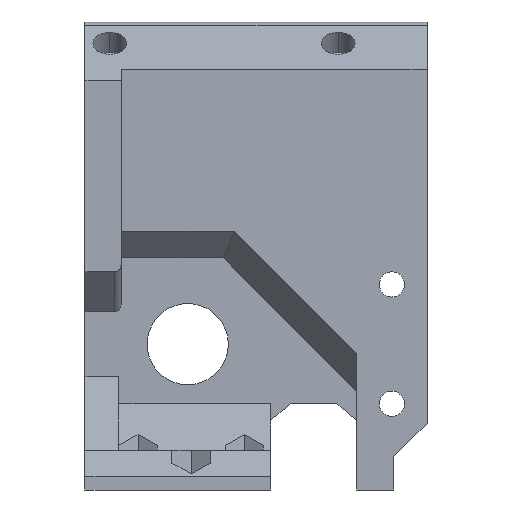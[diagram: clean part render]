
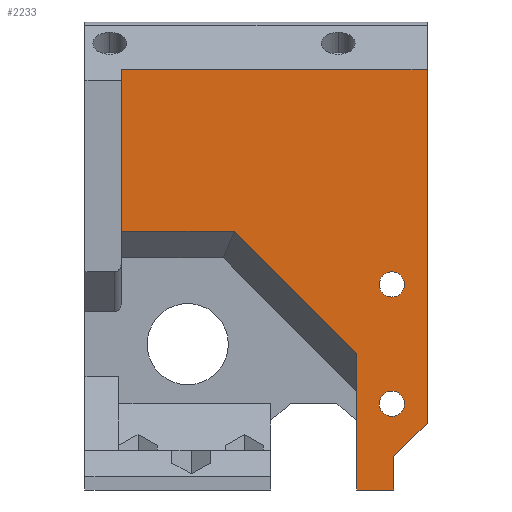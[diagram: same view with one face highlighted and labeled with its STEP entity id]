
A CAD part, front view. The second image highlights one B-rep face of the part: STEP entity #2233.
In plain terms, the highlighted planar face has unit normal (0, -1, 0).
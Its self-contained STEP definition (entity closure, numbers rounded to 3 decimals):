
#71 = VECTOR ( 'NONE', #3235, 1000. ) ;
#142 = CARTESIAN_POINT ( 'NONE',  ( 0., 26.7, 63.453 ) ) ;
#159 = ORIENTED_EDGE ( 'NONE', *, *, #483, .T. ) ;
#172 = EDGE_CURVE ( 'NONE', #1075, #2407, #3013, .T. ) ;
#197 = LINE ( 'NONE', #984, #71 ) ;
#200 = FACE_BOUND ( 'NONE', #2120, .T. ) ;
#227 = DIRECTION ( 'NONE',  ( 0., 0., -1. ) ) ;
#250 = CARTESIAN_POINT ( 'NONE',  ( 41., 26.7, 20.542 ) ) ;
#256 = PLANE ( 'NONE',  #1902 ) ;
#273 = VECTOR ( 'NONE', #2853, 1000. ) ;
#286 = VECTOR ( 'NONE', #1451, 1000. ) ;
#316 = DIRECTION ( 'NONE',  ( 1., 0., 0. ) ) ;
#318 = LINE ( 'NONE', #1351, #3219 ) ;
#332 = CARTESIAN_POINT ( 'NONE',  ( 41., 26.7, 0. ) ) ;
#339 = ORIENTED_EDGE ( 'NONE', *, *, #447, .F. ) ;
#357 = CARTESIAN_POINT ( 'NONE',  ( 41., 26.7, 0. ) ) ;
#371 = CARTESIAN_POINT ( 'NONE',  ( 22.542, 26.7, 39. ) ) ;
#396 = CARTESIAN_POINT ( 'NONE',  ( 46.3, 26.7, 14.9 ) ) ;
#447 = EDGE_CURVE ( 'NONE', #3245, #1476, #482, .T. ) ;
#470 = CARTESIAN_POINT ( 'NONE',  ( 0., 26.7, 0. ) ) ;
#480 = EDGE_CURVE ( 'NONE', #3245, #1075, #197, .T. ) ;
#482 = LINE ( 'NONE', #745, #2219 ) ;
#483 = EDGE_CURVE ( 'NONE', #1276, #1013, #3183, .T. ) ;
#538 = VECTOR ( 'NONE', #316, 1000. ) ;
#600 = ORIENTED_EDGE ( 'NONE', *, *, #1504, .F. ) ;
#622 = ORIENTED_EDGE ( 'NONE', *, *, #691, .F. ) ;
#632 = EDGE_CURVE ( 'NONE', #1697, #2357, #1320, .T. ) ;
#636 = CARTESIAN_POINT ( 'NONE',  ( 46.3, 26.7, 11.1 ) ) ;
#685 = ORIENTED_EDGE ( 'NONE', *, *, #632, .F. ) ;
#691 = EDGE_CURVE ( 'NONE', #1276, #1505, #1906, .T. ) ;
#745 = CARTESIAN_POINT ( 'NONE',  ( -64.107, 26.7, 125.648 ) ) ;
#759 = EDGE_LOOP ( 'NONE', ( #622, #159, #911, #339, #1789, #1694, #1776, #2344, #2140 ) ) ;
#762 = CARTESIAN_POINT ( 'NONE',  ( 5.5, 26.7, 39. ) ) ;
#779 = DIRECTION ( 'NONE',  ( 0.707, 0., 0.707 ) ) ;
#869 = EDGE_CURVE ( 'NONE', #1333, #1505, #967, .T. ) ;
#895 = CARTESIAN_POINT ( 'NONE',  ( 46.3, 26.7, 13. ) ) ;
#911 = ORIENTED_EDGE ( 'NONE', *, *, #1368, .F. ) ;
#926 = CARTESIAN_POINT ( 'NONE',  ( 5.5, 26.7, 69. ) ) ;
#967 = LINE ( 'NONE', #979, #286 ) ;
#979 = CARTESIAN_POINT ( 'NONE',  ( 51.6, 26.7, 0. ) ) ;
#984 = CARTESIAN_POINT ( 'NONE',  ( 41., 26.7, 14.885 ) ) ;
#991 = CARTESIAN_POINT ( 'NONE',  ( 0., 26.7, 39. ) ) ;
#1013 = VERTEX_POINT ( 'NONE', #762 ) ;
#1029 = DIRECTION ( 'NONE',  ( -1., 0., 0. ) ) ;
#1057 = CIRCLE ( 'NONE', #2108, 1.9 ) ;
#1064 = AXIS2_PLACEMENT_3D ( 'NONE', #1241, #1445, #2968 ) ;
#1075 = VERTEX_POINT ( 'NONE', #357 ) ;
#1079 = VERTEX_POINT ( 'NONE', #396 ) ;
#1104 = DIRECTION ( 'NONE',  ( 0., 0., 1. ) ) ;
#1193 = DIRECTION ( 'NONE',  ( 0., -1., 0. ) ) ;
#1241 = CARTESIAN_POINT ( 'NONE',  ( 46.3, 26.7, 31. ) ) ;
#1276 = VERTEX_POINT ( 'NONE', #2970 ) ;
#1320 = CIRCLE ( 'NONE', #1795, 1.9 ) ;
#1333 = VERTEX_POINT ( 'NONE', #1781 ) ;
#1351 = CARTESIAN_POINT ( 'NONE',  ( 46.6, 26.7, 0. ) ) ;
#1368 = EDGE_CURVE ( 'NONE', #1476, #1013, #2541, .T. ) ;
#1390 = DIRECTION ( 'NONE',  ( 0., 0., -1. ) ) ;
#1409 = CARTESIAN_POINT ( 'NONE',  ( 46.3, 26.7, 29.1 ) ) ;
#1428 = VECTOR ( 'NONE', #1029, 1000. ) ;
#1445 = DIRECTION ( 'NONE',  ( 0., -1., 0. ) ) ;
#1451 = DIRECTION ( 'NONE',  ( 0., 0., 1. ) ) ;
#1476 = VERTEX_POINT ( 'NONE', #371 ) ;
#1493 = VECTOR ( 'NONE', #779, 1000. ) ;
#1504 = EDGE_CURVE ( 'NONE', #1079, #1841, #1057, .T. ) ;
#1505 = VERTEX_POINT ( 'NONE', #1962 ) ;
#1565 = ORIENTED_EDGE ( 'NONE', *, *, #1849, .F. ) ;
#1585 = AXIS2_PLACEMENT_3D ( 'NONE', #895, #2153, #1708 ) ;
#1694 = ORIENTED_EDGE ( 'NONE', *, *, #172, .T. ) ;
#1697 = VERTEX_POINT ( 'NONE', #2998 ) ;
#1708 = DIRECTION ( 'NONE',  ( 0., 0., -1. ) ) ;
#1746 = EDGE_CURVE ( 'NONE', #2407, #3133, #318, .T. ) ;
#1750 = CIRCLE ( 'NONE', #1064, 1.9 ) ;
#1760 = DIRECTION ( 'NONE',  ( 0., -1., 0. ) ) ;
#1773 = LINE ( 'NONE', #3049, #1493 ) ;
#1776 = ORIENTED_EDGE ( 'NONE', *, *, #1746, .T. ) ;
#1781 = CARTESIAN_POINT ( 'NONE',  ( 51.6, 26.7, 10. ) ) ;
#1789 = ORIENTED_EDGE ( 'NONE', *, *, #480, .T. ) ;
#1795 = AXIS2_PLACEMENT_3D ( 'NONE', #2823, #1760, #2560 ) ;
#1841 = VERTEX_POINT ( 'NONE', #636 ) ;
#1849 = EDGE_CURVE ( 'NONE', #1841, #1079, #2315, .T. ) ;
#1902 = AXIS2_PLACEMENT_3D ( 'NONE', #470, #2204, #227 ) ;
#1906 = LINE ( 'NONE', #142, #273 ) ;
#1930 = CARTESIAN_POINT ( 'NONE',  ( 46.3, 26.7, 13. ) ) ;
#1962 = CARTESIAN_POINT ( 'NONE',  ( 51.6, 26.7, 63.453 ) ) ;
#2108 = AXIS2_PLACEMENT_3D ( 'NONE', #1930, #1193, #1390 ) ;
#2120 = EDGE_LOOP ( 'NONE', ( #2736, #685 ) ) ;
#2140 = ORIENTED_EDGE ( 'NONE', *, *, #869, .T. ) ;
#2153 = DIRECTION ( 'NONE',  ( 0., -1., 0. ) ) ;
#2204 = DIRECTION ( 'NONE',  ( 0., -1., 0. ) ) ;
#2214 = CARTESIAN_POINT ( 'NONE',  ( 46.6, 26.7, 5. ) ) ;
#2219 = VECTOR ( 'NONE', #2721, 1000. ) ;
#2233 = ADVANCED_FACE ( 'NONE', ( #200, #2686, #3249 ), #256, .T. ) ;
#2315 = CIRCLE ( 'NONE', #1585, 1.9 ) ;
#2344 = ORIENTED_EDGE ( 'NONE', *, *, #2824, .T. ) ;
#2357 = VERTEX_POINT ( 'NONE', #1409 ) ;
#2359 = EDGE_LOOP ( 'NONE', ( #1565, #600 ) ) ;
#2407 = VERTEX_POINT ( 'NONE', #2646 ) ;
#2471 = EDGE_CURVE ( 'NONE', #2357, #1697, #1750, .T. ) ;
#2541 = LINE ( 'NONE', #991, #1428 ) ;
#2560 = DIRECTION ( 'NONE',  ( 0., 0., -1. ) ) ;
#2646 = CARTESIAN_POINT ( 'NONE',  ( 46.6, 26.7, 0. ) ) ;
#2686 = FACE_BOUND ( 'NONE', #2359, .T. ) ;
#2721 = DIRECTION ( 'NONE',  ( -0.707, 0., 0.707 ) ) ;
#2736 = ORIENTED_EDGE ( 'NONE', *, *, #2471, .F. ) ;
#2749 = VECTOR ( 'NONE', #3008, 1000. ) ;
#2823 = CARTESIAN_POINT ( 'NONE',  ( 46.3, 26.7, 31. ) ) ;
#2824 = EDGE_CURVE ( 'NONE', #3133, #1333, #1773, .T. ) ;
#2853 = DIRECTION ( 'NONE',  ( 1., 0., 0. ) ) ;
#2968 = DIRECTION ( 'NONE',  ( 0., 0., -1. ) ) ;
#2970 = CARTESIAN_POINT ( 'NONE',  ( 5.5, 26.7, 63.453 ) ) ;
#2998 = CARTESIAN_POINT ( 'NONE',  ( 46.3, 26.7, 32.9 ) ) ;
#3008 = DIRECTION ( 'NONE',  ( 0., 0., -1. ) ) ;
#3013 = LINE ( 'NONE', #332, #538 ) ;
#3049 = CARTESIAN_POINT ( 'NONE',  ( 46.6, 26.7, 5. ) ) ;
#3133 = VERTEX_POINT ( 'NONE', #2214 ) ;
#3183 = LINE ( 'NONE', #926, #2749 ) ;
#3219 = VECTOR ( 'NONE', #1104, 1000. ) ;
#3235 = DIRECTION ( 'NONE',  ( 0., 0., -1. ) ) ;
#3245 = VERTEX_POINT ( 'NONE', #250 ) ;
#3249 = FACE_OUTER_BOUND ( 'NONE', #759, .T. ) ;
